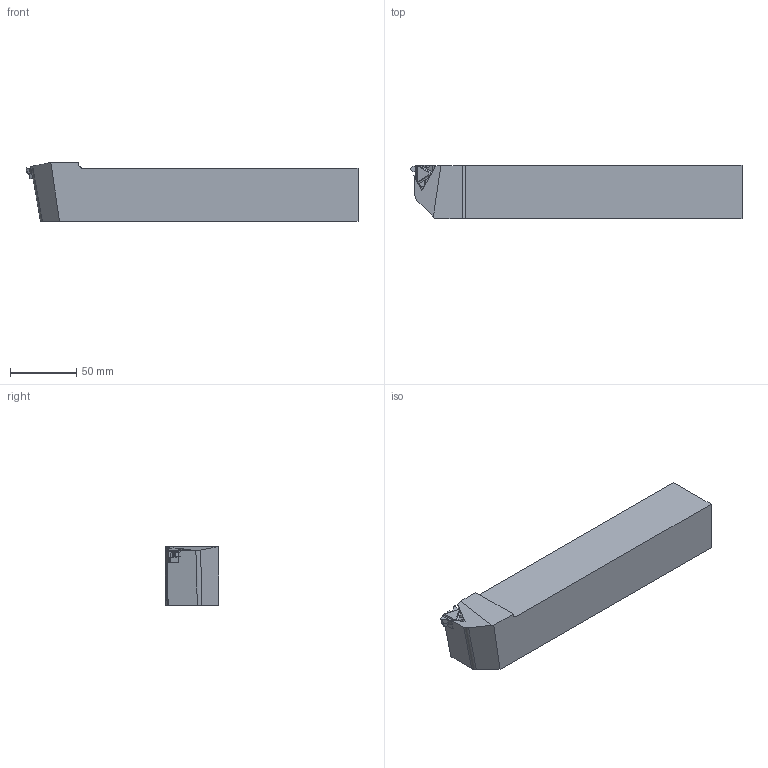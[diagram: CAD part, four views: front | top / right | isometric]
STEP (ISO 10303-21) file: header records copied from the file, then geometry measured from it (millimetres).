
FILE_DESCRIPTION(/* description */ (''),/* implementation_level */ '2;1');
FILE_NAME(/* name */ 'TEL 4040 S22.stp',/* time_stamp */ '2023-10-23T22:52:13+03:00',/* author */ (''),/* organization */ (''),/* preprocessor_version */ 'ST-DEVELOPER v19.4',/* originating_system */ 'SIEMENS PLM Software NX2306.3001',/* authorisation */ '');
FILE_SCHEMA (('AUTOMOTIVE_DESIGN { 1 0 10303 214 3 1 1 1 }'));
Length unit declared in the file: millimetre
Products named in the file (1): TER 4040 S22_x_t_objects
Bounding box: 250 x 40.04 x 44 mm (x, y, z)
Volume: 387086.6 mm3; surface area: 42464.5 mm2
Topology: 2 solids, 2 shells, 68 faces, 184 edges, 120 vertices
Faces by surface type: plane 51, cylinder 17
Entity records: 2159 total; most frequent: CARTESIAN_POINT 376, ORIENTED_EDGE 368, DIRECTION 358, EDGE_CURVE 184, LINE 146, VECTOR 146, VERTEX_POINT 120, AXIS2_PLACEMENT_3D 106
